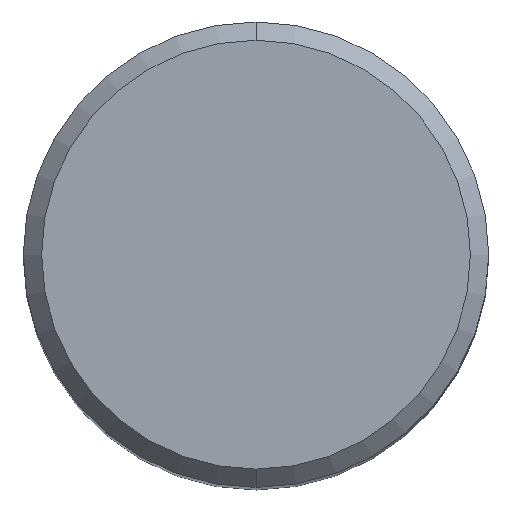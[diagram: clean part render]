
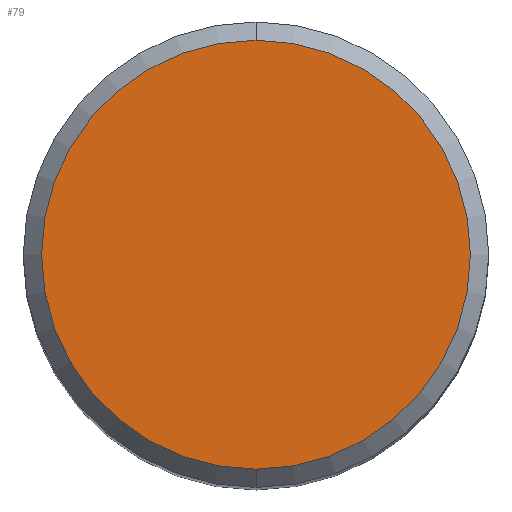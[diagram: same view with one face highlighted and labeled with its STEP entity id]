
A CAD part, top view. The second image highlights one B-rep face of the part: STEP entity #79.
In plain terms, the highlighted planar face has unit normal (0, 0, 1).
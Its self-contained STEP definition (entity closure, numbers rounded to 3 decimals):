
#56=PLANE('',#489);
#79=ADVANCED_FACE('',(#104),#56,.F.);
#104=FACE_OUTER_BOUND('',#127,.T.);
#127=EDGE_LOOP('',(#192,#193));
#192=ORIENTED_EDGE('',*,*,#277,.T.);
#193=ORIENTED_EDGE('',*,*,#276,.T.);
#239=VERTEX_POINT('',#733);
#240=VERTEX_POINT('',#735);
#276=EDGE_CURVE('',#239,#240,#304,.T.);
#277=EDGE_CURVE('',#240,#239,#305,.T.);
#304=CIRCLE('',#486,11.7);
#305=CIRCLE('',#488,11.7);
#486=AXIS2_PLACEMENT_3D('',#736,#614,#615);
#488=AXIS2_PLACEMENT_3D('',#738,#618,#619);
#489=AXIS2_PLACEMENT_3D('',#739,#620,#621);
#614=DIRECTION('',(0.,0.,1.));
#615=DIRECTION('',(0.,-1.,0.));
#618=DIRECTION('',(0.,0.,1.));
#619=DIRECTION('',(0.,1.,0.));
#620=DIRECTION('',(0.,0.,-1.));
#621=DIRECTION('',(0.,-1.,0.));
#733=CARTESIAN_POINT('',(0.,-11.7,0.));
#735=CARTESIAN_POINT('',(0.,11.7,0.));
#736=CARTESIAN_POINT('',(0.,0.,0.));
#738=CARTESIAN_POINT('',(0.,0.,0.));
#739=CARTESIAN_POINT('',(0.,0.,0.));
